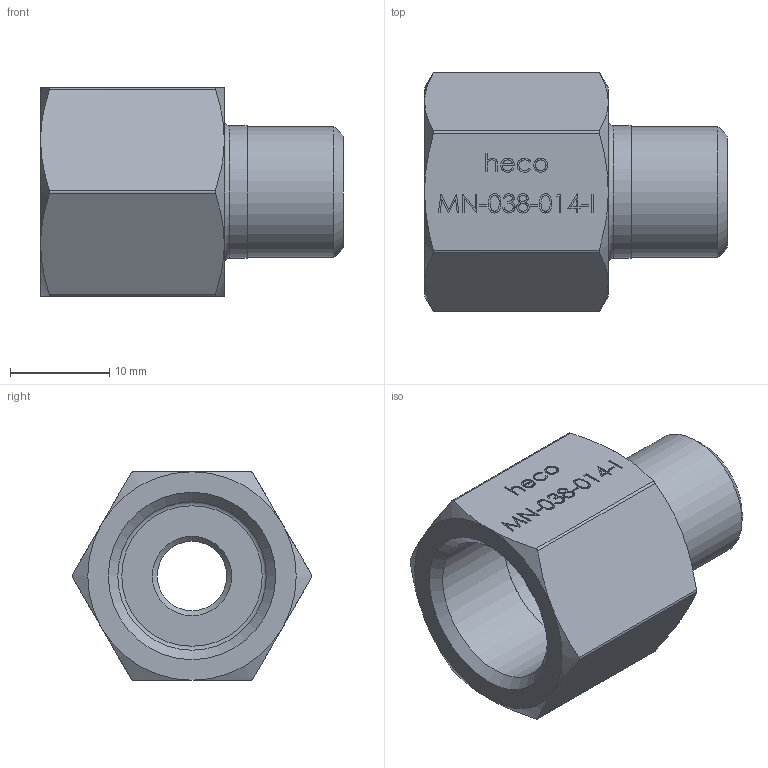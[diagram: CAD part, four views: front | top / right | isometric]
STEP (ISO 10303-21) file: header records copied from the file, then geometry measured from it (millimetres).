
FILE_DESCRIPTION (( 'STEP AP214' ), '1' );
FILE_NAME ('heco_MN-038-014-I.STEP', '2016-06-20T13:42:22', ( '' ), ( '' ), 'SwSTEP 2.0', 'SolidWorks 2011', '' );
FILE_SCHEMA (( 'AUTOMOTIVE_DESIGN' ));
Length unit declared in the file: millimetre
Products named in the file (1): heco_MN-038-014-I
Bounding box: 30.5 x 24.15 x 21 mm (x, y, z)
Volume: 5857.4 mm3; surface area: 3395.8 mm2
Topology: 1 solids, 1 shells, 222 faces, 563 edges, 370 vertices
Faces by surface type: plane 109, bspline 84, cone 16, cylinder 11, torus 2
Full cylindrical faces by diameter (mm): 7 x1, 13.157 x1, 13.357 x1, 14.95 x1, 15.15 x1
Entity records: 11828 total; most frequent: CARTESIAN_POINT 6613, ORIENTED_EDGE 1100, DIRECTION 652, EDGE_CURVE 550, VERTEX_POINT 368, VECTOR 318, LINE 318, EDGE_LOOP 262
